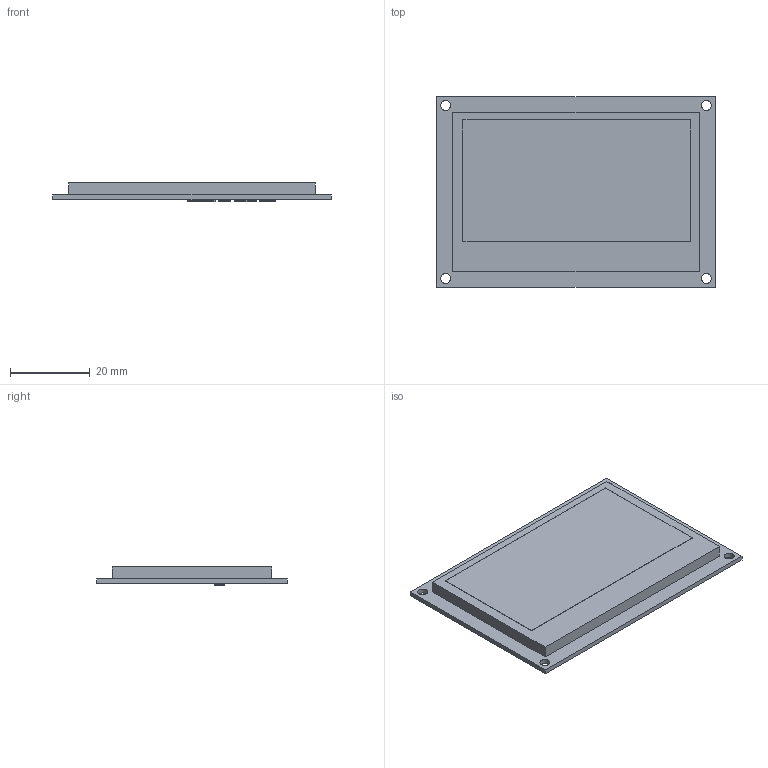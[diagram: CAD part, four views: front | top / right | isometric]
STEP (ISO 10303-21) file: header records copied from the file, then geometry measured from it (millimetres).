
FILE_DESCRIPTION(('FreeCAD Model'),'2;1');
FILE_NAME('Open CASCADE Shape Model','2024-08-14T13:43:13',(''),(''), 'Open CASCADE STEP processor 7.6','FreeCAD','Unknown');
FILE_SCHEMA(('AUTOMOTIVE_DESIGN { 1 0 10303 214 1 1 1 1 }'));
Length unit declared in the file: millimetre
Products named in the file (5): 2.42 OLED Display; Hole; Extrude001; Extrude002; Extrude003
Assembly tree (4 placements, depth 2):
  2.42 OLED Display
    Hole
    Extrude001
    Extrude002
    Extrude003
Bounding box: 70 x 48 x 4.78 mm (x, y, z)
Volume: 11629 mm3; surface area: 16156.4 mm2
Topology: 22 solids, 22 shells, 348 faces, 912 edges, 608 vertices
Faces by surface type: extrusion 191, plane 153, cylinder 4
Full cylindrical faces by diameter (mm): 2.5 x4
Entity records: 11152 total; most frequent: CARTESIAN_POINT 3019, ORIENTED_EDGE 1824, DIRECTION 1053, EDGE_CURVE 912, VECTOR 713, VERTEX_POINT 608, B_SPLINE_CURVE_WITH_KNOTS 573, LINE 522
